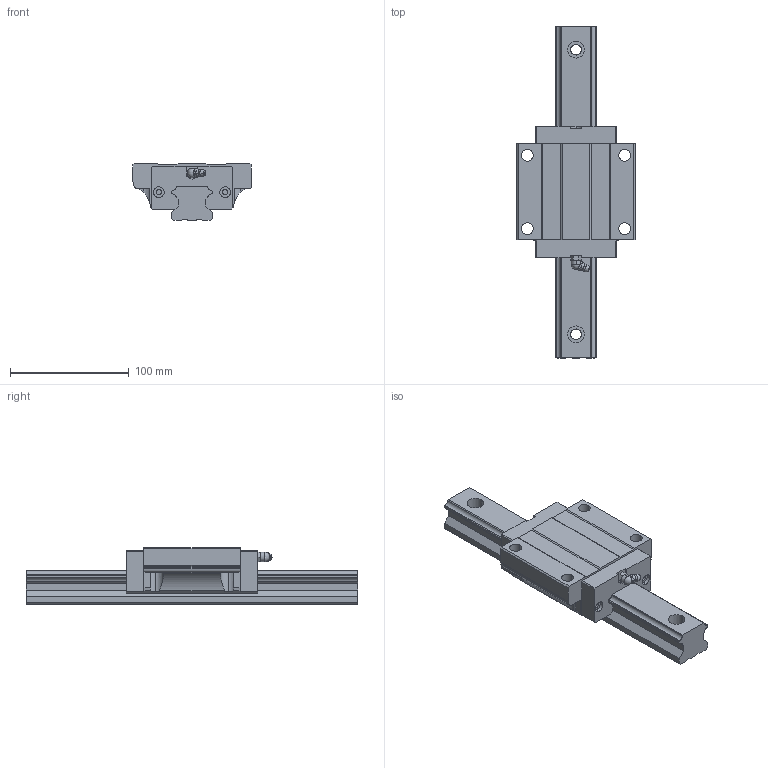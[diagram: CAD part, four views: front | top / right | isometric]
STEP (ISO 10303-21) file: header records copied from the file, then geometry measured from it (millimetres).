
FILE_DESCRIPTION((''),'1');
FILE_NAME(' ',' ',(''),(''),'ACIS Interop R16','Kubotek KeyCreator V6.5.2 (0407)',' ');
FILE_SCHEMA(('CONFIG_CONTROL_DESIGN'));
Length unit declared in the file: millimetre
Products named in the file (3): 1; 2; 3
Bounding box: 100 x 280 x 48 mm (x, y, z)
Volume: 500602.5 mm3; surface area: 83456.5 mm2
Topology: 3 solids, 3 shells, 234 faces, 641 edges, 421 vertices
Faces by surface type: plane 145, cylinder 72, torus 10, sphere 3, bspline 2, cone 2
Entity records: 7760 total; most frequent: CARTESIAN_POINT 1533, DIRECTION 1284, ORIENTED_EDGE 1278, EDGE_CURVE 639, AXIS2_PLACEMENT_3D 438, VERTEX_POINT 421, LINE 408, VECTOR 408
